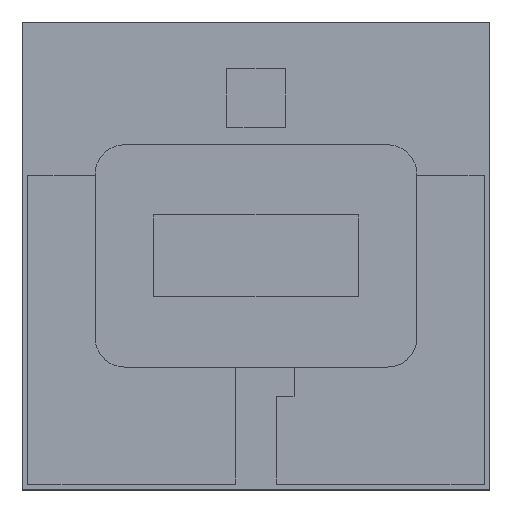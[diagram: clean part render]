
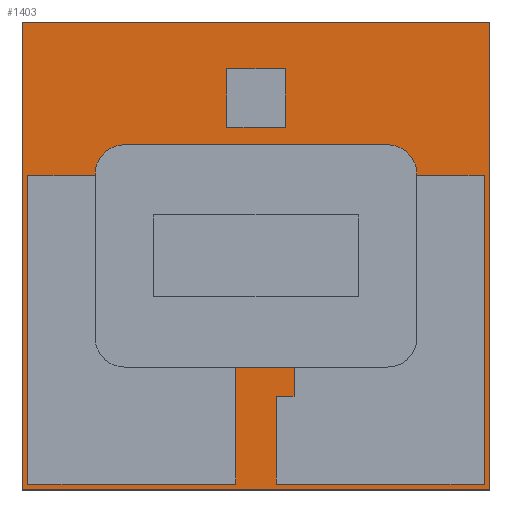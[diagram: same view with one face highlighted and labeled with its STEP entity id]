
A CAD part, top view. The second image highlights one B-rep face of the part: STEP entity #1403.
In plain terms, the highlighted planar face has unit normal (0, 0, 1).
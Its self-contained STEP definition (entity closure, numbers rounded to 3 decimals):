
#19 = EDGE_CURVE ( 'NONE', #1116, #1992, #87, .T. ) ;
#87 = LINE ( 'NONE', #1935, #1922 ) ;
#123 = CARTESIAN_POINT ( 'NONE',  ( 4., -4., -0.35 ) ) ;
#128 = VECTOR ( 'NONE', #304, 1000. ) ;
#132 = DIRECTION ( 'NONE',  ( 0., 1., 0. ) ) ;
#166 = CARTESIAN_POINT ( 'NONE',  ( 0., 0., -0.35 ) ) ;
#244 = CARTESIAN_POINT ( 'NONE',  ( -4., 4., -0.35 ) ) ;
#304 = DIRECTION ( 'NONE',  ( 0., -1., 0. ) ) ;
#319 = PLANE ( 'NONE',  #1381 ) ;
#326 = DIRECTION ( 'NONE',  ( 1., 0., 0. ) ) ;
#450 = EDGE_CURVE ( 'NONE', #1992, #1061, #1286, .T. ) ;
#576 = CARTESIAN_POINT ( 'NONE',  ( 4., 4., -0.35 ) ) ;
#594 = EDGE_CURVE ( 'NONE', #1061, #1607, #1722, .T. ) ;
#683 = CARTESIAN_POINT ( 'NONE',  ( -4., -4., -0.35 ) ) ;
#744 = CARTESIAN_POINT ( 'NONE',  ( -4., 4., -0.35 ) ) ;
#750 = CARTESIAN_POINT ( 'NONE',  ( -4., -4., -0.35 ) ) ;
#847 = DIRECTION ( 'NONE',  ( 1., 0., 0. ) ) ;
#898 = LINE ( 'NONE', #683, #1940 ) ;
#927 = ORIENTED_EDGE ( 'NONE', *, *, #594, .T. ) ;
#943 = EDGE_CURVE ( 'NONE', #1607, #1116, #898, .T. ) ;
#1009 = ORIENTED_EDGE ( 'NONE', *, *, #19, .T. ) ;
#1026 = DIRECTION ( 'NONE',  ( -1., 0., 0. ) ) ;
#1061 = VERTEX_POINT ( 'NONE', #744 ) ;
#1116 = VERTEX_POINT ( 'NONE', #123 ) ;
#1252 = DIRECTION ( 'NONE',  ( 0., 0., 1. ) ) ;
#1286 = LINE ( 'NONE', #244, #1791 ) ;
#1381 = AXIS2_PLACEMENT_3D ( 'NONE', #166, #1252, #326 ) ;
#1403 = ADVANCED_FACE ( 'NONE', ( #1432 ), #319, .T. ) ;
#1418 = ORIENTED_EDGE ( 'NONE', *, *, #450, .T. ) ;
#1432 = FACE_OUTER_BOUND ( 'NONE', #1962, .T. ) ;
#1607 = VERTEX_POINT ( 'NONE', #750 ) ;
#1651 = ORIENTED_EDGE ( 'NONE', *, *, #943, .T. ) ;
#1686 = CARTESIAN_POINT ( 'NONE',  ( -4., 4., -0.35 ) ) ;
#1722 = LINE ( 'NONE', #1686, #128 ) ;
#1791 = VECTOR ( 'NONE', #1026, 1000. ) ;
#1922 = VECTOR ( 'NONE', #132, 1000. ) ;
#1935 = CARTESIAN_POINT ( 'NONE',  ( 4., 4., -0.35 ) ) ;
#1940 = VECTOR ( 'NONE', #847, 1000. ) ;
#1962 = EDGE_LOOP ( 'NONE', ( #1009, #1418, #927, #1651 ) ) ;
#1992 = VERTEX_POINT ( 'NONE', #576 ) ;
